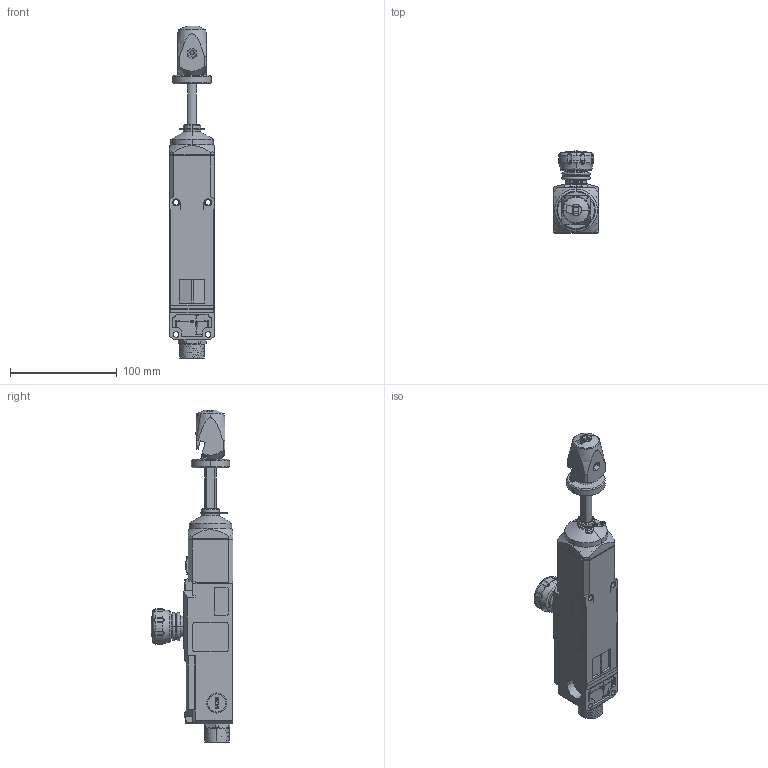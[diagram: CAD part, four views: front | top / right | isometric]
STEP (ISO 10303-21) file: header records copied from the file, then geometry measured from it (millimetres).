
FILE_DESCRIPTION((''),'2;1');
FILE_NAME('192601_ASM','2016-02-02T',('pdmadmin'),(''),'PRO/ENGINEER BY PARAMETRIC TECHNOLOGY CORPORATION, 2013230','PRO/ENGINEER BY PARAMETRIC TECHNOLOGY CORPORATION, 2013230','');
FILE_SCHEMA(('CONFIG_CONTROL_DESIGN'));
Length unit declared in the file: millimetre
Products named in the file (6): RP-LS42F-25LE_PART_1PRT_AF0; 67708---RP-LS42F-75LE_PART_5; 67708---RP-LS42F-75LE_PART_6; 65145; 14335---RP-LS42F-25LF_ASM; 192601_ASM
Assembly tree (6 placements, depth 3):
  192601_ASM
    14335---RP-LS42F-25LF_ASM
      RP-LS42F-25LE_PART_1PRT_AF0
      67708---RP-LS42F-75LE_PART_5
      67708---RP-LS42F-75LE_PART_6
      65145
    65145
Bounding box: 42.6 x 76.9 x 311.37 mm (x, y, z)
Volume: 214888.6 mm3; surface area: 145062.3 mm2
Topology: 5 solids, 5 shells, 3434 faces, 9651 edges, 6169 vertices
Faces by surface type: plane 1849, cylinder 870, torus 333, cone 156, sphere 115, bspline 105, extrusion 4, revolution 2
Entity records: 117550 total; most frequent: CARTESIAN_POINT 30207, ORIENTED_EDGE 18814, DIRECTION 17923, EDGE_CURVE 9407, AXIS2_PLACEMENT_3D 6171, VERTEX_POINT 6081, VECTOR 5579, LINE 5575
